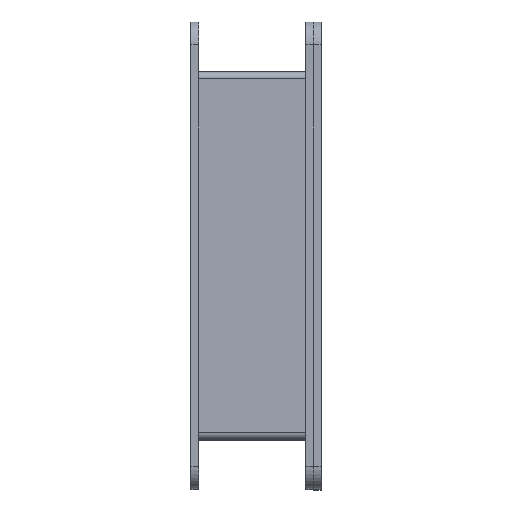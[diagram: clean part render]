
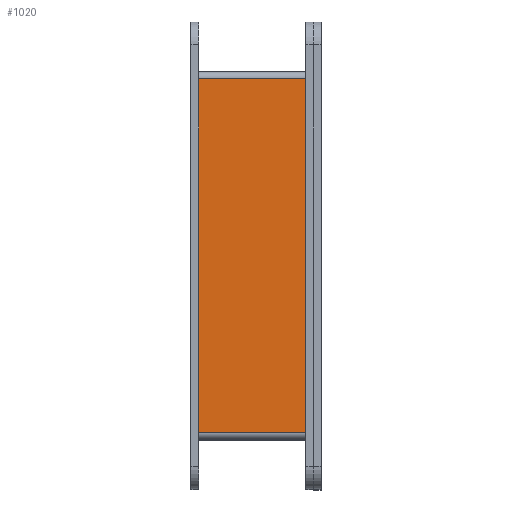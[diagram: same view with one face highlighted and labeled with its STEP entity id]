
A CAD part, top view. The second image highlights one B-rep face of the part: STEP entity #1020.
In plain terms, the highlighted planar face has unit normal (0, 0, 1).
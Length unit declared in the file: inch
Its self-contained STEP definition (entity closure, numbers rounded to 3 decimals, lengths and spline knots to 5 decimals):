
#252 = CARTESIAN_POINT ( 'NONE',  ( 0.875, 2.927, 3. ) ) ;
#680 = AXIS2_PLACEMENT_3D ( 'NONE', #1644, #3756, #2844 ) ;
#862 = ORIENTED_EDGE ( 'NONE', *, *, #1614, .F. ) ;
#909 = EDGE_CURVE ( 'NONE', #1862, #3458, #3297, .T. ) ;
#910 = VERTEX_POINT ( 'NONE', #2113 ) ;
#1020 = ADVANCED_FACE ( 'NONE', ( #3682 ), #3446, .F. ) ;
#1179 = LINE ( 'NONE', #252, #3441 ) ;
#1197 = DIRECTION ( 'NONE',  ( 0., 1., 0. ) ) ;
#1447 = LINE ( 'NONE', #1486, #2034 ) ;
#1486 = CARTESIAN_POINT ( 'NONE',  ( -0.875, -2.892, 3. ) ) ;
#1614 = EDGE_CURVE ( 'NONE', #910, #1862, #1447, .T. ) ;
#1636 = LINE ( 'NONE', #2001, #2651 ) ;
#1644 = CARTESIAN_POINT ( 'NONE',  ( -0.875, -3., 3. ) ) ;
#1690 = ORIENTED_EDGE ( 'NONE', *, *, #2495, .T. ) ;
#1732 = VECTOR ( 'NONE', #3373, 39.37008 ) ;
#1804 = EDGE_CURVE ( 'NONE', #3458, #1887, #1636, .T. ) ;
#1843 = CARTESIAN_POINT ( 'NONE',  ( -0.875, 3., 3. ) ) ;
#1862 = VERTEX_POINT ( 'NONE', #2528 ) ;
#1887 = VERTEX_POINT ( 'NONE', #3690 ) ;
#1911 = CARTESIAN_POINT ( 'NONE',  ( -0.875, 2.892, 3. ) ) ;
#1989 = DIRECTION ( 'NONE',  ( -1., 0., 0. ) ) ;
#2001 = CARTESIAN_POINT ( 'NONE',  ( -0.875, 2.892, 3. ) ) ;
#2034 = VECTOR ( 'NONE', #1989, 39.37008 ) ;
#2113 = CARTESIAN_POINT ( 'NONE',  ( 0.875, -2.892, 3. ) ) ;
#2360 = ORIENTED_EDGE ( 'NONE', *, *, #1804, .F. ) ;
#2495 = EDGE_CURVE ( 'NONE', #910, #1887, #1179, .T. ) ;
#2528 = CARTESIAN_POINT ( 'NONE',  ( -0.875, -2.892, 3. ) ) ;
#2567 = ORIENTED_EDGE ( 'NONE', *, *, #909, .F. ) ;
#2651 = VECTOR ( 'NONE', #3763, 39.37008 ) ;
#2844 = DIRECTION ( 'NONE',  ( 0., 1., 0. ) ) ;
#3297 = LINE ( 'NONE', #1843, #1732 ) ;
#3308 = EDGE_LOOP ( 'NONE', ( #2360, #2567, #862, #1690 ) ) ;
#3373 = DIRECTION ( 'NONE',  ( 0., 1., 0. ) ) ;
#3441 = VECTOR ( 'NONE', #1197, 39.37008 ) ;
#3446 = PLANE ( 'NONE',  #680 ) ;
#3458 = VERTEX_POINT ( 'NONE', #1911 ) ;
#3682 = FACE_OUTER_BOUND ( 'NONE', #3308, .T. ) ;
#3690 = CARTESIAN_POINT ( 'NONE',  ( 0.875, 2.892, 3. ) ) ;
#3756 = DIRECTION ( 'NONE',  ( 0., 0., -1. ) ) ;
#3763 = DIRECTION ( 'NONE',  ( 1., 0., 0. ) ) ;
